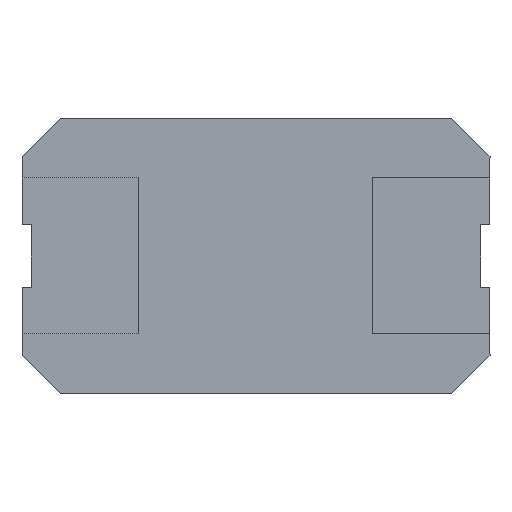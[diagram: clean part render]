
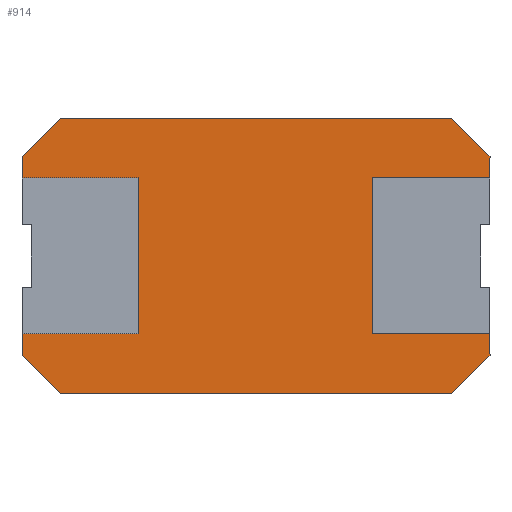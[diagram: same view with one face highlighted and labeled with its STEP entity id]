
A CAD part, front view. The second image highlights one B-rep face of the part: STEP entity #914.
In plain terms, the highlighted planar face has unit normal (0, -1, 0).
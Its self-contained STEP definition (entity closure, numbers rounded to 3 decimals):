
#64 = EDGE_CURVE ( 'NONE', #905, #745, #245, .T. ) ;
#74 = VECTOR ( 'NONE', #1317, 1000. ) ;
#81 = CARTESIAN_POINT ( 'NONE',  ( -3., 0., -1.28 ) ) ;
#84 = VECTOR ( 'NONE', #241, 1000. ) ;
#89 = EDGE_CURVE ( 'NONE', #998, #1487, #1613, .T. ) ;
#100 = CARTESIAN_POINT ( 'NONE',  ( -2.879, 0., -0.4 ) ) ;
#126 = VERTEX_POINT ( 'NONE', #1094 ) ;
#147 = ORIENTED_EDGE ( 'NONE', *, *, #431, .F. ) ;
#164 = LINE ( 'NONE', #1663, #792 ) ;
#206 = VECTOR ( 'NONE', #544, 1000. ) ;
#222 = VECTOR ( 'NONE', #2161, 1000. ) ;
#238 = DIRECTION ( 'NONE',  ( -1., 0., 0. ) ) ;
#241 = DIRECTION ( 'NONE',  ( 0.707, 0., -0.707 ) ) ;
#245 = LINE ( 'NONE', #511, #1301 ) ;
#258 = CARTESIAN_POINT ( 'NONE',  ( 3., 0., -1.28 ) ) ;
#275 = LINE ( 'NONE', #1524, #331 ) ;
#290 = VERTEX_POINT ( 'NONE', #1952 ) ;
#310 = DIRECTION ( 'NONE',  ( 1., 0., 0. ) ) ;
#313 = CARTESIAN_POINT ( 'NONE',  ( 0., 0., -0.4 ) ) ;
#327 = DIRECTION ( 'NONE',  ( 0., 0., 1. ) ) ;
#331 = VECTOR ( 'NONE', #506, 1000. ) ;
#356 = CARTESIAN_POINT ( 'NONE',  ( -2.511, 0., -1.769 ) ) ;
#367 = EDGE_CURVE ( 'NONE', #2083, #905, #1251, .T. ) ;
#388 = CARTESIAN_POINT ( 'NONE',  ( 0., 0., 0.4 ) ) ;
#390 = VECTOR ( 'NONE', #2079, 1000. ) ;
#409 = LINE ( 'NONE', #1996, #2167 ) ;
#431 = EDGE_CURVE ( 'NONE', #1566, #1295, #1781, .T. ) ;
#434 = EDGE_CURVE ( 'NONE', #1294, #998, #1008, .T. ) ;
#435 = VERTEX_POINT ( 'NONE', #1989 ) ;
#464 = EDGE_CURVE ( 'NONE', #1566, #435, #896, .T. ) ;
#477 = ORIENTED_EDGE ( 'NONE', *, *, #597, .F. ) ;
#506 = DIRECTION ( 'NONE',  ( 0., 0., -1. ) ) ;
#511 = CARTESIAN_POINT ( 'NONE',  ( 3., 0., -1.28 ) ) ;
#521 = DIRECTION ( 'NONE',  ( -0.707, 0., -0.707 ) ) ;
#524 = EDGE_CURVE ( 'NONE', #1288, #995, #1445, .T. ) ;
#544 = DIRECTION ( 'NONE',  ( 1., 0., 0. ) ) ;
#549 = CARTESIAN_POINT ( 'NONE',  ( -3., 0., -1.28 ) ) ;
#595 = DIRECTION ( 'NONE',  ( 0., 0., 1. ) ) ;
#597 = EDGE_CURVE ( 'NONE', #995, #290, #1835, .T. ) ;
#600 = CARTESIAN_POINT ( 'NONE',  ( 2.879, 0., -0.4 ) ) ;
#648 = EDGE_CURVE ( 'NONE', #797, #126, #1883, .T. ) ;
#659 = CARTESIAN_POINT ( 'NONE',  ( 2.511, 0., -1.769 ) ) ;
#677 = ORIENTED_EDGE ( 'NONE', *, *, #788, .T. ) ;
#690 = ORIENTED_EDGE ( 'NONE', *, *, #434, .F. ) ;
#691 = FACE_OUTER_BOUND ( 'NONE', #1763, .T. ) ;
#727 = CARTESIAN_POINT ( 'NONE',  ( -2.511, 0., 1.769 ) ) ;
#745 = VERTEX_POINT ( 'NONE', #1268 ) ;
#757 = ORIENTED_EDGE ( 'NONE', *, *, #464, .T. ) ;
#788 = EDGE_CURVE ( 'NONE', #1403, #290, #1765, .T. ) ;
#792 = VECTOR ( 'NONE', #1134, 1000. ) ;
#797 = VERTEX_POINT ( 'NONE', #2095 ) ;
#816 = CARTESIAN_POINT ( 'NONE',  ( 3., 0., -0.4 ) ) ;
#830 = DIRECTION ( 'NONE',  ( -1., 0., 0. ) ) ;
#854 = ORIENTED_EDGE ( 'NONE', *, *, #1597, .T. ) ;
#883 = VERTEX_POINT ( 'NONE', #600 ) ;
#896 = LINE ( 'NONE', #1339, #1869 ) ;
#905 = VERTEX_POINT ( 'NONE', #258 ) ;
#914 = ADVANCED_FACE ( 'NONE', ( #691 ), #954, .F. ) ;
#941 = ORIENTED_EDGE ( 'NONE', *, *, #89, .F. ) ;
#954 = PLANE ( 'NONE',  #2126 ) ;
#962 = ORIENTED_EDGE ( 'NONE', *, *, #2155, .T. ) ;
#995 = VERTEX_POINT ( 'NONE', #81 ) ;
#998 = VERTEX_POINT ( 'NONE', #1675 ) ;
#1008 = LINE ( 'NONE', #1498, #1345 ) ;
#1009 = EDGE_CURVE ( 'NONE', #745, #1288, #1828, .T. ) ;
#1010 = CARTESIAN_POINT ( 'NONE',  ( 2.879, 0., 0. ) ) ;
#1026 = EDGE_CURVE ( 'NONE', #435, #1403, #409, .T. ) ;
#1067 = CARTESIAN_POINT ( 'NONE',  ( -3., 0., 1.28 ) ) ;
#1083 = VECTOR ( 'NONE', #327, 1000. ) ;
#1094 = CARTESIAN_POINT ( 'NONE',  ( 3., 0., 0.4 ) ) ;
#1134 = DIRECTION ( 'NONE',  ( 0.707, 0., 0.707 ) ) ;
#1149 = ORIENTED_EDGE ( 'NONE', *, *, #1026, .T. ) ;
#1188 = CARTESIAN_POINT ( 'NONE',  ( 3., 0., -1.28 ) ) ;
#1194 = CARTESIAN_POINT ( 'NONE',  ( -3., 0., 0.4 ) ) ;
#1212 = LINE ( 'NONE', #313, #74 ) ;
#1238 = EDGE_CURVE ( 'NONE', #1487, #126, #275, .T. ) ;
#1251 = LINE ( 'NONE', #1188, #1730 ) ;
#1268 = CARTESIAN_POINT ( 'NONE',  ( 2.511, 0., -1.769 ) ) ;
#1288 = VERTEX_POINT ( 'NONE', #356 ) ;
#1294 = VERTEX_POINT ( 'NONE', #727 ) ;
#1295 = VERTEX_POINT ( 'NONE', #1067 ) ;
#1296 = DIRECTION ( 'NONE',  ( 0., 1., 0. ) ) ;
#1301 = VECTOR ( 'NONE', #521, 1000. ) ;
#1317 = DIRECTION ( 'NONE',  ( -1., 0., 0. ) ) ;
#1329 = ORIENTED_EDGE ( 'NONE', *, *, #648, .T. ) ;
#1339 = CARTESIAN_POINT ( 'NONE',  ( 0., 0., 0.4 ) ) ;
#1345 = VECTOR ( 'NONE', #1689, 1000. ) ;
#1349 = CARTESIAN_POINT ( 'NONE',  ( 3., 0., 1.28 ) ) ;
#1375 = VECTOR ( 'NONE', #830, 1000. ) ;
#1403 = VERTEX_POINT ( 'NONE', #100 ) ;
#1433 = EDGE_CURVE ( 'NONE', #1295, #1294, #164, .T. ) ;
#1445 = LINE ( 'NONE', #2054, #2184 ) ;
#1450 = ORIENTED_EDGE ( 'NONE', *, *, #1433, .F. ) ;
#1473 = CARTESIAN_POINT ( 'NONE',  ( 3., 0., 1.28 ) ) ;
#1487 = VERTEX_POINT ( 'NONE', #1473 ) ;
#1498 = CARTESIAN_POINT ( 'NONE',  ( -2.511, 0., 1.769 ) ) ;
#1510 = CARTESIAN_POINT ( 'NONE',  ( -3., 0., -1.28 ) ) ;
#1524 = CARTESIAN_POINT ( 'NONE',  ( 3., 0., -1.28 ) ) ;
#1566 = VERTEX_POINT ( 'NONE', #1194 ) ;
#1597 = EDGE_CURVE ( 'NONE', #883, #797, #1866, .T. ) ;
#1613 = LINE ( 'NONE', #1349, #84 ) ;
#1622 = CARTESIAN_POINT ( 'NONE',  ( 0., 0., 0. ) ) ;
#1663 = CARTESIAN_POINT ( 'NONE',  ( -3., 0., 1.28 ) ) ;
#1675 = CARTESIAN_POINT ( 'NONE',  ( 2.511, 0., 1.769 ) ) ;
#1689 = DIRECTION ( 'NONE',  ( 1., 0., 0. ) ) ;
#1730 = VECTOR ( 'NONE', #1831, 1000. ) ;
#1763 = EDGE_LOOP ( 'NONE', ( #147, #757, #1149, #677, #477, #1944, #1933, #1860, #2062, #962, #854, #1329, #1960, #941, #690, #1450 ) ) ;
#1765 = LINE ( 'NONE', #2113, #2061 ) ;
#1781 = LINE ( 'NONE', #1510, #222 ) ;
#1828 = LINE ( 'NONE', #659, #1375 ) ;
#1831 = DIRECTION ( 'NONE',  ( 0., 0., -1. ) ) ;
#1835 = LINE ( 'NONE', #549, #390 ) ;
#1860 = ORIENTED_EDGE ( 'NONE', *, *, #64, .F. ) ;
#1866 = LINE ( 'NONE', #1010, #1083 ) ;
#1869 = VECTOR ( 'NONE', #310, 1000. ) ;
#1883 = LINE ( 'NONE', #388, #206 ) ;
#1933 = ORIENTED_EDGE ( 'NONE', *, *, #1009, .F. ) ;
#1944 = ORIENTED_EDGE ( 'NONE', *, *, #524, .F. ) ;
#1952 = CARTESIAN_POINT ( 'NONE',  ( -3., 0., -0.4 ) ) ;
#1960 = ORIENTED_EDGE ( 'NONE', *, *, #1238, .F. ) ;
#1989 = CARTESIAN_POINT ( 'NONE',  ( -2.879, 0., 0.4 ) ) ;
#1996 = CARTESIAN_POINT ( 'NONE',  ( -2.879, 0., 0. ) ) ;
#2004 = DIRECTION ( 'NONE',  ( 0., 0., -1. ) ) ;
#2045 = DIRECTION ( 'NONE',  ( -0.707, 0., 0.707 ) ) ;
#2054 = CARTESIAN_POINT ( 'NONE',  ( -3., 0., -1.28 ) ) ;
#2061 = VECTOR ( 'NONE', #238, 1000. ) ;
#2062 = ORIENTED_EDGE ( 'NONE', *, *, #367, .F. ) ;
#2079 = DIRECTION ( 'NONE',  ( 0., 0., 1. ) ) ;
#2083 = VERTEX_POINT ( 'NONE', #816 ) ;
#2095 = CARTESIAN_POINT ( 'NONE',  ( 2.879, 0., 0.4 ) ) ;
#2113 = CARTESIAN_POINT ( 'NONE',  ( 0., 0., -0.4 ) ) ;
#2126 = AXIS2_PLACEMENT_3D ( 'NONE', #1622, #1296, #595 ) ;
#2155 = EDGE_CURVE ( 'NONE', #2083, #883, #1212, .T. ) ;
#2161 = DIRECTION ( 'NONE',  ( 0., 0., 1. ) ) ;
#2167 = VECTOR ( 'NONE', #2004, 1000. ) ;
#2184 = VECTOR ( 'NONE', #2045, 1000. ) ;
